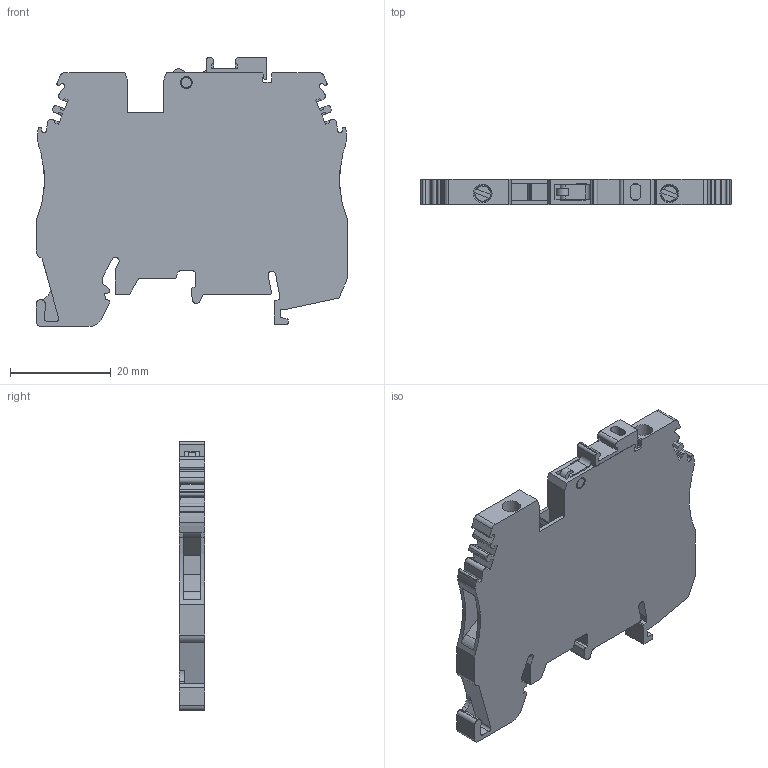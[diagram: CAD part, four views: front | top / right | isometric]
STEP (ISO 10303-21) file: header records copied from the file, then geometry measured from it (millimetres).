
FILE_DESCRIPTION(/* description */ ('Unknown'),/* implementation_level */ '2;1');
FILE_NAME(/* name */ 'DUTKD2.5WS',/* time_stamp */ '2024-09-30T12:33:03+05:00',/* author */ ('Unknown'),/* organization */ ('Unknown'),/* preprocessor_version */ 'ST-DEVELOPER v16.7',/* originating_system */ 'Solid Edge',/* authorisation */ 'Unknown');
FILE_SCHEMA (('AUTOMOTIVE_DESIGN {1 0 10303 214 3 1 1}'));
Length unit declared in the file: millimetre
Products named in the file (1): DUTKD2
Bounding box: 62 x 5.03 x 53.5 mm (x, y, z)
Volume: 11877.5 mm3; surface area: 8866.7 mm2
Topology: 1 solids, 3 shells, 464 faces, 1343 edges, 882 vertices
Faces by surface type: plane 334, cylinder 114, torus 8, cone 8
Full cylindrical faces by diameter (mm): 2.3 x2, 2.4 x2, 2.6 x2, 3.7 x4
Entity records: 18316 total; most frequent: CARTESIAN_POINT 2680, ORIENTED_EDGE 2634, DIRECTION 2501, EDGE_CURVE 1317, LINE 1047, VECTOR 1047, VERTEX_POINT 874, AXIS2_PLACEMENT_3D 727
